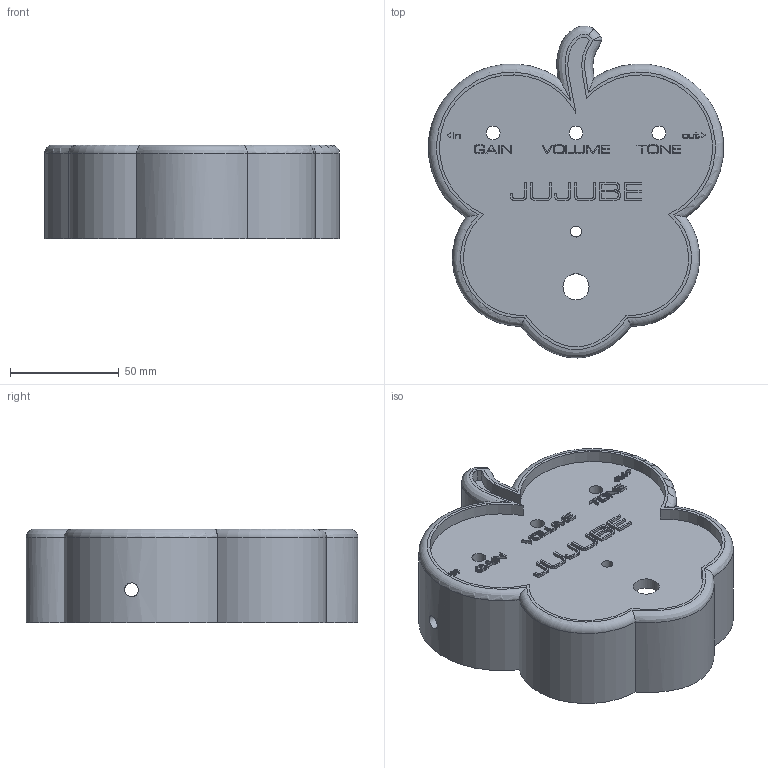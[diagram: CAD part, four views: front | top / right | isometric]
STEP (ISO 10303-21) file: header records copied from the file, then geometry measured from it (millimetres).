
FILE_DESCRIPTION(/* description */ ('STEP AP242','CAx-IF Rec.Pracs.---Representation and Presentation of Product Manufacturing Information (PMI)---4.0---2014-10-13','CAx-IF Rec.Pracs.---3D Tessellated Geometry---0.4---2014-09-14','2;1','CAx-IF Rec.Pracs.---User Defined Attributes---1.5---2016-08-15'),/* implementation_level */ '2;1');
FILE_NAME(/* name */ '691c08c803e9f3ad4c565171',/* time_stamp */ '2025-11-18T05:48:58Z',/* author */ (''),/* organization */ (''),/* preprocessor_version */ 'ST-DEVELOPER v20',/* originating_system */ 'ONSHAPE BY PTC INC, 1.206',/* authorisation */ ' ');
FILE_SCHEMA (('AP242_MANAGED_MODEL_BASED_3D_ENGINEERING_MIM_LF { 1 0 10303 442 1 1 4 }'));
Length unit declared in the file: metre
Products named in the file (1): Part 1
Bounding box: 135.54 x 152.52 x 43.18 mm (x, y, z)
Volume: 175650.5 mm3; surface area: 70620.3 mm2
Topology: 1 solids, 1 shells, 691 faces, 1940 edges, 1290 vertices
Faces by surface type: cylinder 282, plane 264, bspline 141, torus 4
Full cylindrical faces by diameter (mm): 3 x4, 5 x1, 6.35 x5, 12 x1
Entity records: 24353 total; most frequent: CARTESIAN_POINT 6941, ORIENTED_EDGE 3856, DIRECTION 3305, EDGE_CURVE 1928, VERTEX_POINT 1290, AXIS2_PLACEMENT_3D 1116, LINE 1073, VECTOR 1073
